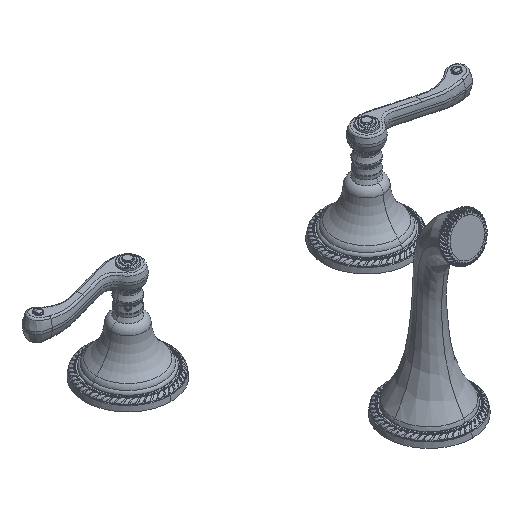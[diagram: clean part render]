
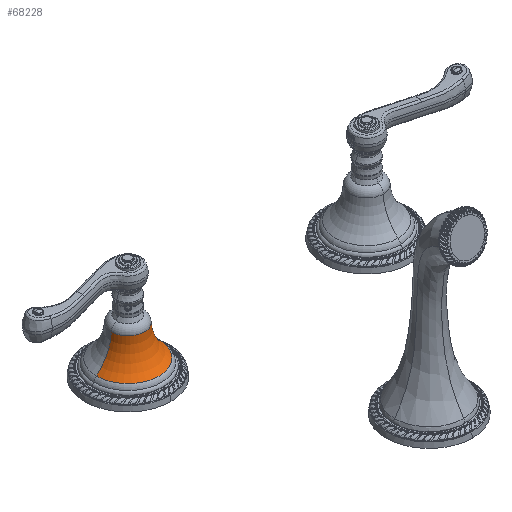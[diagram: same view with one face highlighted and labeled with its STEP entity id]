
A CAD part, isometric view. The second image highlights one B-rep face of the part: STEP entity #68228.
In plain terms, the highlighted toroidal (fillet/blend) face has major radius 49.384 mm and minor radius 35.56 mm.
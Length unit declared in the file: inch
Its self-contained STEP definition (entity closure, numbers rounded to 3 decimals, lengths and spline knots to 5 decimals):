
#49736=CARTESIAN_POINT('',(-3.935,6.,1.55136));
#49737=DIRECTION('',(0.,0.,-1.));
#49738=DIRECTION('',(1.,0.,0.));
#49739=AXIS2_PLACEMENT_3D('',#49736,#49737,#49738);
#49768=CARTESIAN_POINT('',(-1.99077,6.,1.59765));
#49769=DIRECTION('',(0.,1.,0.));
#49770=DIRECTION('',(-0.651,0.,-0.759));
#49771=AXIS2_PLACEMENT_3D('',#49768,#49769,#49770);
#49776=CARTESIAN_POINT('',(-5.87923,6.,1.59765));
#49777=DIRECTION('',(0.,-1.,0.));
#49778=DIRECTION('',(0.651,0.,-0.759));
#49779=AXIS2_PLACEMENT_3D('',#49776,#49777,#49778);
#49792=CARTESIAN_POINT('',(-3.935,6.,0.535));
#49793=DIRECTION('',(0.,0.,-1.));
#49794=DIRECTION('',(1.,0.,0.));
#49795=AXIS2_PLACEMENT_3D('',#49792,#49793,#49794);
#66736=CARTESIAN_POINT('',(-2.90224,6.,0.535));
#66737=VERTEX_POINT('',#66736);
#66738=CARTESIAN_POINT('',(-3.39,6.,1.55136));
#66739=VERTEX_POINT('',#66738);
#66748=CARTESIAN_POINT('',(-4.96776,6.,0.535));
#66749=VERTEX_POINT('',#66748);
#66750=CARTESIAN_POINT('',(-4.48,6.,1.55136));
#66751=VERTEX_POINT('',#66750);
#68216=CARTESIAN_POINT('',(-3.935,6.,1.59765));
#68217=DIRECTION('',(0.,0.,-1.));
#68218=DIRECTION('',(-1.,0.,0.));
#68219=AXIS2_PLACEMENT_3D('',#68216,#68217,#68218);
#68220=TOROIDAL_SURFACE('',#68219,1.94423,1.4);
#68221=ORIENTED_EDGE('',*,*,#68199,.F.);
#68223=ORIENTED_EDGE('',*,*,#68222,.T.);
#68224=ORIENTED_EDGE('',*,*,#68202,.T.);
#68225=ORIENTED_EDGE('',*,*,#68159,.F.);
#68226=EDGE_LOOP('',(#68221,#68223,#68224,#68225));
#68227=FACE_OUTER_BOUND('',#68226,.F.);
#49740=CIRCLE('',#49739,0.545);
#49772=CIRCLE('',#49771,1.4);
#49780=CIRCLE('',#49779,1.4);
#49796=CIRCLE('',#49795,1.03276);
#68159=EDGE_CURVE('',#66739,#66751,#49740,.T.);
#68199=EDGE_CURVE('',#66737,#66739,#49772,.T.);
#68202=EDGE_CURVE('',#66749,#66751,#49780,.T.);
#68222=EDGE_CURVE('',#66737,#66749,#49796,.T.);
#68228=ADVANCED_FACE('',(#68227),#68220,.F.);
